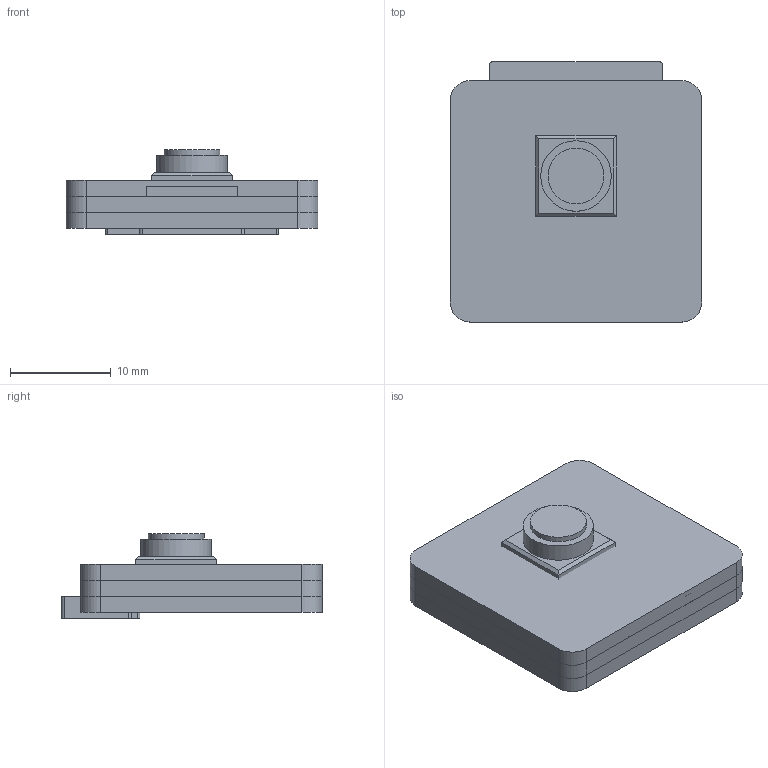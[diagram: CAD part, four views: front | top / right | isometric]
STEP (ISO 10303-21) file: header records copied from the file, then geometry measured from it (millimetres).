
FILE_DESCRIPTION(/* description */ (''),/* implementation_level */ '2;1');
FILE_NAME(/* name */ 'SPD-008I1.stp',/* time_stamp */ '2019-10-08T16:41:51+09:00',/* author */ (''),/* organization */ (''),/* preprocessor_version */ 'ST-DEVELOPER v16.7',/* originating_system */ 'SIEMENS PLM Software NX 12.0',/* authorisation */ '');
FILE_SCHEMA (('AUTOMOTIVE_DESIGN { 1 0 10303 214 3 1 1 1 }'));
Length unit declared in the file: millimetre
Products named in the file (15): 20191003_camera_lens_001; 184476711-std_001; 124067991-std_001; 124072191-std_001; 672076001-std_001; 672318801-std_001; 672425501-std_001; 148278211-std_001; 111817311-std_001; 111877311-std_001; 111898411-std_001; 111816811-std_001; 148275521-std_001; 20191002_camera_module_sss_001_MODEL; SPD-008I1_001
Assembly tree (19 placements, depth 3):
  SPD-008I1_001
    148275521-std_001
    111816811-std_001  x5
    111898411-std_001
    111877311-std_001
    111817311-std_001
    148278211-std_001
    672425501-std_001
    672318801-std_001
    672076001-std_001
    124072191-std_001  x2
    124067991-std_001
    184476711-std_001
    20191002_camera_module_sss_001_MODEL
      20191003_camera_lens_001
Bounding box: 25 x 25.85 x 8.43 mm (x, y, z)
Volume: 3425.9 mm3; surface area: 5833.8 mm2
Topology: 59 solids, 64 shells, 625 faces, 1508 edges, 1008 vertices
Faces by surface type: plane 477, cylinder 148
Full cylindrical faces by diameter (mm): 2.3 x4, 5.55 x1, 7 x1
Entity records: 14457 total; most frequent: CARTESIAN_POINT 2275, DIRECTION 2196, ORIENTED_EDGE 2152, EDGE_CURVE 1082, LINE 898, VECTOR 898, VERTEX_POINT 728, AXIS2_PLACEMENT_3D 649
